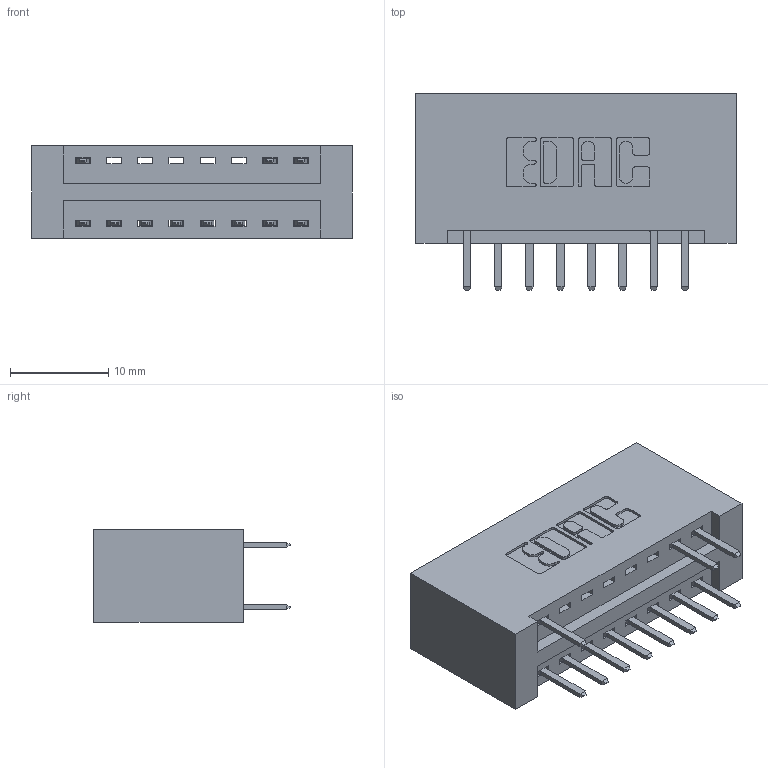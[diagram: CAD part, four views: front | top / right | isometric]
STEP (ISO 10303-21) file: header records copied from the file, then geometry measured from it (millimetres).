
FILE_DESCRIPTION (( 'STEP AP203' ), '1' );
FILE_NAME ('346-016-520-201.STEP', '2018-08-20T03:29:53', ( '' ), ( '' ), 'SwSTEP 2.0', 'SolidWorks 2016', '' );
FILE_SCHEMA (( 'CONFIG_CONTROL_DESIGN' ));
Length unit declared in the file: inch
Products named in the file (3): 346 Part_No Mounting Lugs; 345-292-001_345-293-120; 346-016-520-201
Assembly tree (12 placements, depth 2):
  346-016-520-201
    346 Part_No Mounting Lugs
    345-292-001_345-293-120  x11
Bounding box: 32.64 x 20.02 x 9.4 mm (x, y, z)
Volume: 3442.1 mm3; surface area: 4089.4 mm2
Topology: 12 solids, 12 shells, 760 faces, 2203 edges, 1438 vertices
Faces by surface type: plane 504, cylinder 256
Entity records: 9475 total; most frequent: CARTESIAN_POINT 1639, ORIENTED_EDGE 1566, DIRECTION 1473, EDGE_CURVE 783, VECTOR 623, LINE 623, VERTEX_POINT 518, AXIS2_PLACEMENT_3D 425
